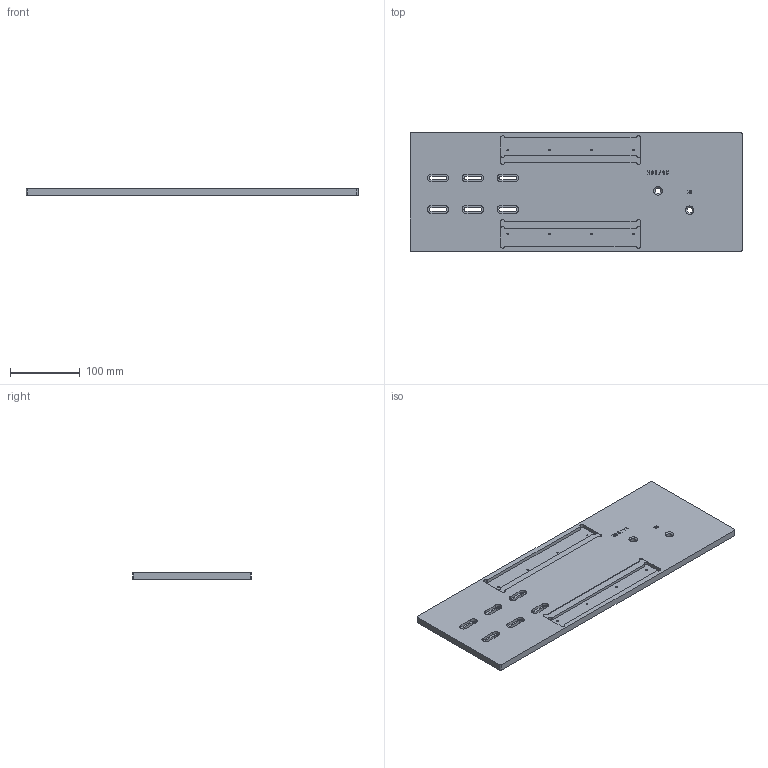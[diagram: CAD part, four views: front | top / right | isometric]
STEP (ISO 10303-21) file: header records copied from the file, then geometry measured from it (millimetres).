
FILE_DESCRIPTION(/* description */ ('MD09-00-001','CAx-IF Rec.Pracs.---Representation and Presentation of Product Manufacturing Information (PMI)---4.0---2014-10-13'),/* implementation_level */ '2;1');
FILE_NAME(/* name */ '',/* time_stamp */ '2025-09-30T18:44:39-04:00',/* author */ ('wandr'),/* organization */ ('ELGIN'),/* preprocessor_version */ 'ST-DEVELOPER v20.1',/* originating_system */ 'Autodesk Inventor 2026',/* authorisation */ '');
FILE_SCHEMA (('AP242_MANAGED_MODEL_BASED_3D_ENGINEERING_MIM_LF { 1 0 10303 442 2 1 4 }'));
Length unit declared in the file: millimetre
Products named in the file (1): Mesa (x) Ajst Evap
Bounding box: 475 x 170 x 9.5 mm (x, y, z)
Volume: 698567.9 mm3; surface area: 181414.7 mm2
Topology: 1 solids, 1 shells, 270 faces, 747 edges, 497 vertices
Faces by surface type: plane 106, bspline 92, cylinder 64, cone 8
Full cylindrical faces by diameter (mm): 2.459 x8, 4.134 x3, 8.2 x2
Entity records: 9854 total; most frequent: CARTESIAN_POINT 2749, ORIENTED_EDGE 1488, DIRECTION 1152, EDGE_CURVE 744, VERTEX_POINT 497, LINE 422, VECTOR 422, AXIS2_PLACEMENT_3D 365
